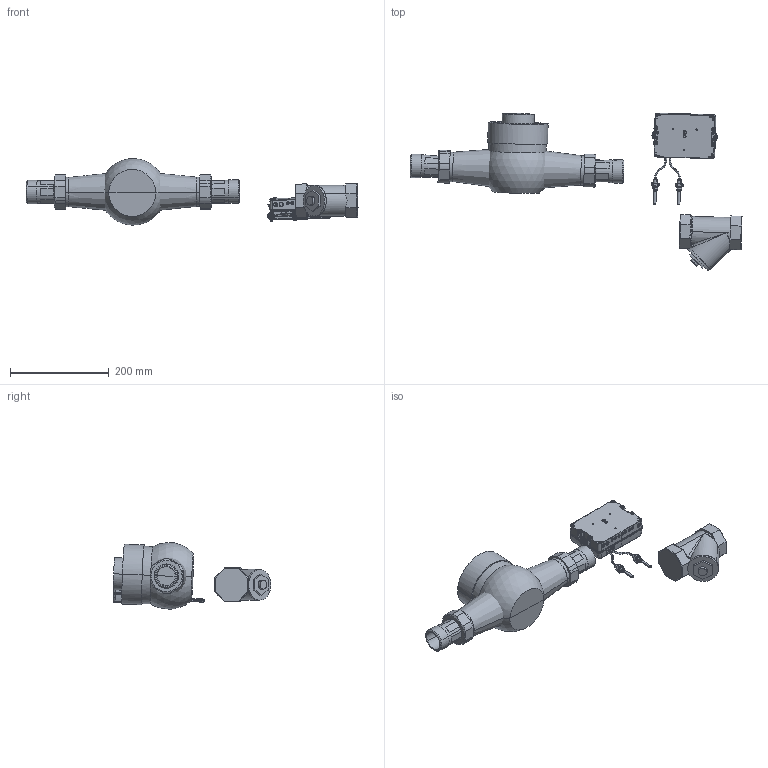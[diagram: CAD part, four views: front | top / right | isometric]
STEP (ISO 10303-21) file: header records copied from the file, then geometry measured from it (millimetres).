
FILE_DESCRIPTION(('CATIA V5 STEP Exchange','CAx-IF Rec.Pracs.--- Model Styling and Organization---1.5--- 2016-08-15','CAx-IF Rec.Pracs.---Supplemental Geometry---1.0---2011-11-01','CAx-IF Rec.Pracs.--- Composite Materials ---3.4---2017-06-13','CAx-IF Rec.Pracs.---Tessellated 3D Geometry---1.0---2015-12-17'),'2;1');
FILE_NAME('STEP_750408_-_TST.stp','2024-04-19T07:42:45+00:00',('none'),('none'),'CATIA Version 5-6 Release 2020 SP5','CATIA V5 STEP AP242 v2','none');
FILE_SCHEMA(('AP242_MANAGED_MODEL_BASED_3D_ENGINEERING_MIM_LF {1 0 10303 442 1 1 4}'));
Products named in the file (1): 750408 - TST
Bounding box: 671.16 x 319.37 x 134.17 mm (x, y, z)
Volume: 3730965.6 mm3; surface area: 361983.4 mm2
Topology: 14 solids, 72 shells, 6197 faces, 15583 edges, 9394 vertices
Faces by surface type: cylinder 1426, bspline 1412, plane 1218, torus 916, extrusion 534, cone 487, sphere 192, revolution 12
Entity records: 281209 total; most frequent: CARTESIAN_POINT 152023, ORIENTED_EDGE 30079, DIRECTION 15863, EDGE_CURVE 15359, VERTEX_POINT 9394, B_SPLINE_CURVE_WITH_KNOTS 7637, AXIS2_PLACEMENT_3D 7421, EDGE_LOOP 6448
